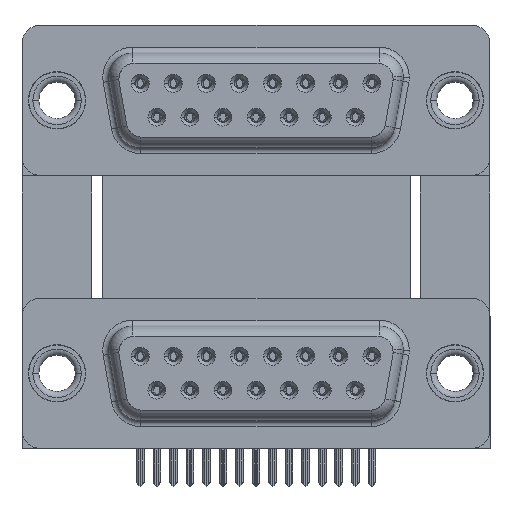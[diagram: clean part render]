
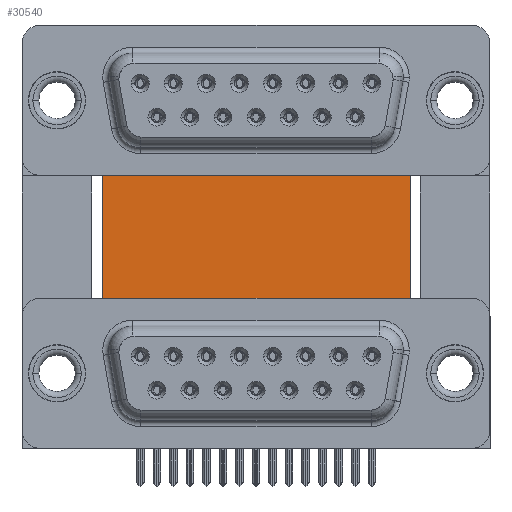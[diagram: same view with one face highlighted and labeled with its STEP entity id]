
A CAD part, top view. The second image highlights one B-rep face of the part: STEP entity #30540.
In plain terms, the highlighted planar face has unit normal (0, 0, 1).
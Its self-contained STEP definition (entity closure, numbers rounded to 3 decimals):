
#923 = DIRECTION ( 'NONE',  ( 1., 0., 0. ) ) ;
#1291 = CARTESIAN_POINT ( 'NONE',  ( 29.58, 16.585, -12. ) ) ;
#1311 = VERTEX_POINT ( 'NONE', #13339 ) ;
#2024 = CARTESIAN_POINT ( 'NONE',  ( 3.79, 16.585, -12. ) ) ;
#2537 = ORIENTED_EDGE ( 'NONE', *, *, #15886, .F. ) ;
#2931 = ORIENTED_EDGE ( 'NONE', *, *, #4508, .F. ) ;
#3588 = LINE ( 'NONE', #17951, #5553 ) ;
#4508 = EDGE_CURVE ( 'NONE', #22235, #1311, #43754, .T. ) ;
#5553 = VECTOR ( 'NONE', #17719, 1000. ) ;
#7047 = CARTESIAN_POINT ( 'NONE',  ( 29.58, 16.585, -12. ) ) ;
#11060 = EDGE_CURVE ( 'NONE', #43466, #1311, #36242, .T. ) ;
#11907 = DIRECTION ( 'NONE',  ( 0., -1., 0. ) ) ;
#12337 = CARTESIAN_POINT ( 'NONE',  ( 3.79, -3.735, -12. ) ) ;
#13339 = CARTESIAN_POINT ( 'NONE',  ( 29.58, -3.735, -12. ) ) ;
#15886 = EDGE_CURVE ( 'NONE', #26260, #22235, #37079, .T. ) ;
#17719 = DIRECTION ( 'NONE',  ( 0., -1., 0. ) ) ;
#17951 = CARTESIAN_POINT ( 'NONE',  ( 3.79, 16.585, -12. ) ) ;
#19271 = CARTESIAN_POINT ( 'NONE',  ( 3.79, 16.585, -12. ) ) ;
#21283 = AXIS2_PLACEMENT_3D ( 'NONE', #2024, #45445, #37939 ) ;
#21508 = ORIENTED_EDGE ( 'NONE', *, *, #29887, .T. ) ;
#22235 = VERTEX_POINT ( 'NONE', #7047 ) ;
#22424 = DIRECTION ( 'NONE',  ( 1., 0., 0. ) ) ;
#23079 = VECTOR ( 'NONE', #923, 1000. ) ;
#23617 = CARTESIAN_POINT ( 'NONE',  ( 3.79, -3.735, -12. ) ) ;
#26260 = VERTEX_POINT ( 'NONE', #42723 ) ;
#29406 = EDGE_LOOP ( 'NONE', ( #33275, #2931, #2537, #21508 ) ) ;
#29887 = EDGE_CURVE ( 'NONE', #26260, #43466, #3588, .T. ) ;
#30540 = ADVANCED_FACE ( 'NONE', ( #40989 ), #30674, .F. ) ;
#30674 = PLANE ( 'NONE',  #21283 ) ;
#32050 = VECTOR ( 'NONE', #22424, 1000. ) ;
#33275 = ORIENTED_EDGE ( 'NONE', *, *, #11060, .T. ) ;
#36242 = LINE ( 'NONE', #12337, #32050 ) ;
#37079 = LINE ( 'NONE', #19271, #23079 ) ;
#37939 = DIRECTION ( 'NONE',  ( -1., 0., 0. ) ) ;
#40989 = FACE_OUTER_BOUND ( 'NONE', #29406, .T. ) ;
#42723 = CARTESIAN_POINT ( 'NONE',  ( 3.79, 16.585, -12. ) ) ;
#43466 = VERTEX_POINT ( 'NONE', #23617 ) ;
#43754 = LINE ( 'NONE', #1291, #45666 ) ;
#45445 = DIRECTION ( 'NONE',  ( 0., 0., -1. ) ) ;
#45666 = VECTOR ( 'NONE', #11907, 1000. ) ;
